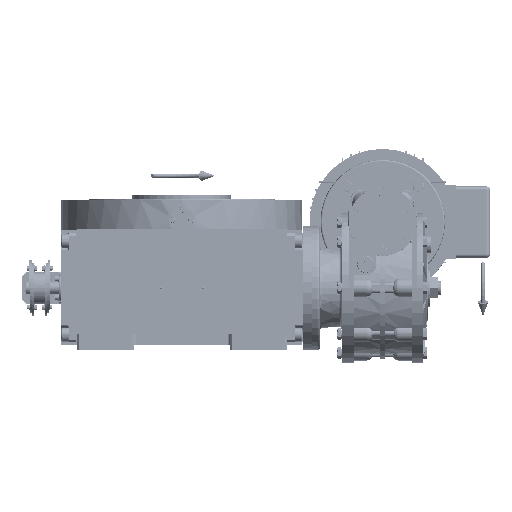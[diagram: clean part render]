
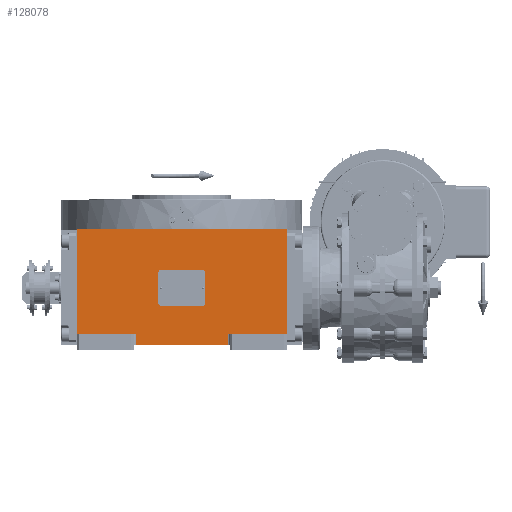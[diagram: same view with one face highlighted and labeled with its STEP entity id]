
A CAD part, top view. The second image highlights one B-rep face of the part: STEP entity #128078.
In plain terms, the highlighted planar face has unit normal (0, 0, 1).
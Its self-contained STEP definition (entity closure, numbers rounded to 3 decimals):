
#3403 = CARTESIAN_POINT ( 'NONE',  ( -135., 75., 226. ) ) ;
#4678 = FACE_OUTER_BOUND ( 'NONE', #73421, .T. ) ;
#9495 = ORIENTED_EDGE ( 'NONE', *, *, #142243, .T. ) ;
#10984 = LINE ( 'NONE', #94886, #59332 ) ;
#13308 = CARTESIAN_POINT ( 'NONE',  ( 135., 75., 226. ) ) ;
#20306 = EDGE_CURVE ( 'NONE', #159377, #36669, #44553, .T. ) ;
#20716 = LINE ( 'NONE', #170760, #20943 ) ;
#20943 = VECTOR ( 'NONE', #76091, 1000. ) ;
#22443 = VECTOR ( 'NONE', #23863, 1000. ) ;
#23627 = EDGE_CURVE ( 'NONE', #72541, #80253, #10984, .T. ) ;
#23863 = DIRECTION ( 'NONE',  ( 0., 1., 0. ) ) ;
#27552 = CARTESIAN_POINT ( 'NONE',  ( 59., -59., 226. ) ) ;
#31514 = PLANE ( 'NONE',  #41108 ) ;
#34471 = DIRECTION ( 'NONE',  ( 0., 1., 0. ) ) ;
#35491 = VERTEX_POINT ( 'NONE', #27552 ) ;
#35790 = CARTESIAN_POINT ( 'NONE',  ( -59., -59., 226. ) ) ;
#36669 = VERTEX_POINT ( 'NONE', #13308 ) ;
#41108 = AXIS2_PLACEMENT_3D ( 'NONE', #113675, #89284, #90160 ) ;
#42772 = DIRECTION ( 'NONE',  ( 1., 0., 0. ) ) ;
#43634 = ORIENTED_EDGE ( 'NONE', *, *, #56388, .T. ) ;
#44553 = LINE ( 'NONE', #3403, #164406 ) ;
#51014 = VERTEX_POINT ( 'NONE', #127508 ) ;
#51581 = ORIENTED_EDGE ( 'NONE', *, *, #128773, .T. ) ;
#53210 = LINE ( 'NONE', #175578, #109648 ) ;
#56388 = EDGE_CURVE ( 'NONE', #115892, #36669, #104088, .T. ) ;
#57629 = EDGE_CURVE ( 'NONE', #35491, #51014, #53210, .T. ) ;
#59332 = VECTOR ( 'NONE', #150289, 1000. ) ;
#66728 = LINE ( 'NONE', #146258, #22443 ) ;
#69332 = ORIENTED_EDGE ( 'NONE', *, *, #57629, .F. ) ;
#69983 = ORIENTED_EDGE ( 'NONE', *, *, #20306, .F. ) ;
#72541 = VERTEX_POINT ( 'NONE', #149661 ) ;
#73421 = EDGE_LOOP ( 'NONE', ( #9495, #69332, #51581, #43634, #69983, #172428, #77963, #106387 ) ) ;
#76091 = DIRECTION ( 'NONE',  ( 0., 1., 0. ) ) ;
#77963 = ORIENTED_EDGE ( 'NONE', *, *, #23627, .T. ) ;
#80253 = VERTEX_POINT ( 'NONE', #35790 ) ;
#86132 = CARTESIAN_POINT ( 'NONE',  ( -59., -73., 226. ) ) ;
#89284 = DIRECTION ( 'NONE',  ( 0., 0., 1. ) ) ;
#89846 = CARTESIAN_POINT ( 'NONE',  ( 135., -59., 226. ) ) ;
#90160 = DIRECTION ( 'NONE',  ( 1., 0., 0. ) ) ;
#94886 = CARTESIAN_POINT ( 'NONE',  ( -135., -59., 226. ) ) ;
#98857 = CARTESIAN_POINT ( 'NONE',  ( 135., -59., 226. ) ) ;
#101369 = CARTESIAN_POINT ( 'NONE',  ( 59., -59., 226. ) ) ;
#104088 = LINE ( 'NONE', #89846, #141177 ) ;
#105393 = EDGE_CURVE ( 'NONE', #72541, #159377, #66728, .T. ) ;
#106387 = ORIENTED_EDGE ( 'NONE', *, *, #153336, .F. ) ;
#107449 = VECTOR ( 'NONE', #168387, 1000. ) ;
#107460 = VECTOR ( 'NONE', #140633, 1000. ) ;
#109648 = VECTOR ( 'NONE', #163051, 1000. ) ;
#113675 = CARTESIAN_POINT ( 'NONE',  ( -135., -73., 226. ) ) ;
#115892 = VERTEX_POINT ( 'NONE', #98857 ) ;
#127508 = CARTESIAN_POINT ( 'NONE',  ( 59., -73., 226. ) ) ;
#127866 = CARTESIAN_POINT ( 'NONE',  ( -59., -73., 226. ) ) ;
#128078 = ADVANCED_FACE ( 'NONE', ( #4678 ), #31514, .T. ) ;
#128773 = EDGE_CURVE ( 'NONE', #35491, #115892, #171018, .T. ) ;
#140426 = CARTESIAN_POINT ( 'NONE',  ( -135., 75., 226. ) ) ;
#140633 = DIRECTION ( 'NONE',  ( 1., 0., 0. ) ) ;
#141177 = VECTOR ( 'NONE', #34471, 1000. ) ;
#142243 = EDGE_CURVE ( 'NONE', #148409, #51014, #154041, .T. ) ;
#146258 = CARTESIAN_POINT ( 'NONE',  ( -135., -59., 226. ) ) ;
#148409 = VERTEX_POINT ( 'NONE', #127866 ) ;
#149661 = CARTESIAN_POINT ( 'NONE',  ( -135., -59., 226. ) ) ;
#150289 = DIRECTION ( 'NONE',  ( 1., 0., 0. ) ) ;
#153336 = EDGE_CURVE ( 'NONE', #148409, #80253, #20716, .T. ) ;
#154041 = LINE ( 'NONE', #86132, #107460 ) ;
#159377 = VERTEX_POINT ( 'NONE', #140426 ) ;
#163051 = DIRECTION ( 'NONE',  ( 0., -1., 0. ) ) ;
#164406 = VECTOR ( 'NONE', #42772, 1000. ) ;
#168387 = DIRECTION ( 'NONE',  ( 1., 0., 0. ) ) ;
#170760 = CARTESIAN_POINT ( 'NONE',  ( -59., -73., 226. ) ) ;
#171018 = LINE ( 'NONE', #101369, #107449 ) ;
#172428 = ORIENTED_EDGE ( 'NONE', *, *, #105393, .F. ) ;
#175578 = CARTESIAN_POINT ( 'NONE',  ( 59., -59., 226. ) ) ;
